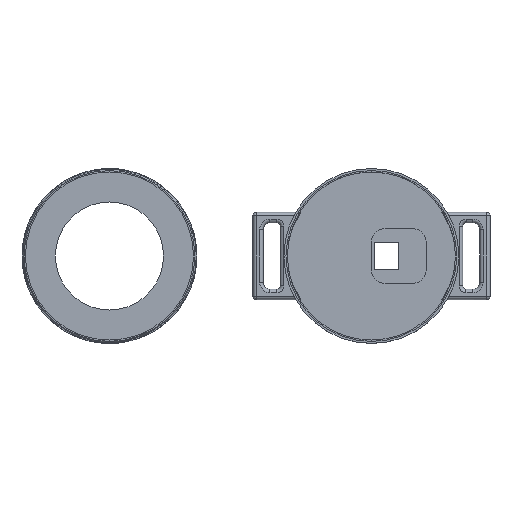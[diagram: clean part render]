
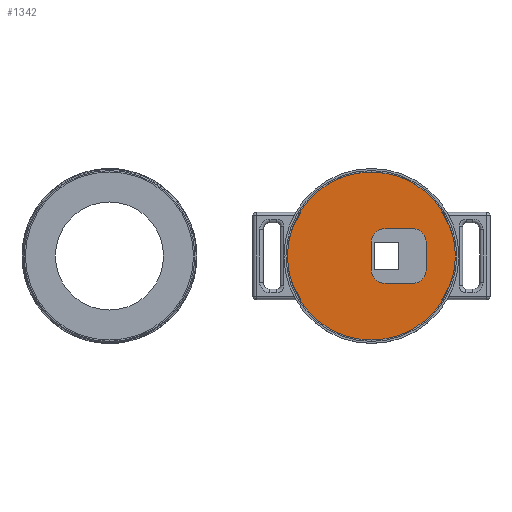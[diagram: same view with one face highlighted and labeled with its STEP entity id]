
A CAD part, top view. The second image highlights one B-rep face of the part: STEP entity #1342.
In plain terms, the highlighted planar face has unit normal (0, 0, 1).
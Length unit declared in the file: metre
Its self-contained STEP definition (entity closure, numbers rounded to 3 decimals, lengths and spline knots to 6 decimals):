
#165=LINE('',#2439,#245);
#166=LINE('',#2444,#246);
#167=LINE('',#2448,#247);
#168=LINE('',#2452,#248);
#245=VECTOR('',#1973,1.);
#246=VECTOR('',#1976,1.);
#247=VECTOR('',#1979,1.);
#248=VECTOR('',#1982,1.);
#564=ORIENTED_EDGE('',*,*,#784,.F.);
#565=ORIENTED_EDGE('',*,*,#785,.T.);
#566=ORIENTED_EDGE('',*,*,#786,.T.);
#567=ORIENTED_EDGE('',*,*,#787,.T.);
#568=ORIENTED_EDGE('',*,*,#788,.T.);
#569=ORIENTED_EDGE('',*,*,#789,.T.);
#570=ORIENTED_EDGE('',*,*,#790,.F.);
#571=ORIENTED_EDGE('',*,*,#791,.T.);
#572=ORIENTED_EDGE('',*,*,#783,.F.);
#783=EDGE_CURVE('',#909,#909,#1004,.T.);
#784=EDGE_CURVE('',#910,#911,#165,.T.);
#785=EDGE_CURVE('',#910,#912,#1005,.T.);
#786=EDGE_CURVE('',#912,#913,#166,.T.);
#787=EDGE_CURVE('',#913,#914,#1006,.T.);
#788=EDGE_CURVE('',#914,#915,#167,.T.);
#789=EDGE_CURVE('',#915,#916,#1007,.T.);
#790=EDGE_CURVE('',#917,#916,#168,.T.);
#791=EDGE_CURVE('',#917,#911,#1008,.T.);
#909=VERTEX_POINT('',#2437);
#910=VERTEX_POINT('',#2440);
#911=VERTEX_POINT('',#2441);
#912=VERTEX_POINT('',#2443);
#913=VERTEX_POINT('',#2445);
#914=VERTEX_POINT('',#2447);
#915=VERTEX_POINT('',#2449);
#916=VERTEX_POINT('',#2451);
#917=VERTEX_POINT('',#2453);
#1004=CIRCLE('',#1557,0.0245);
#1005=CIRCLE('',#1559,0.004);
#1006=CIRCLE('',#1560,0.004);
#1007=CIRCLE('',#1561,0.004);
#1008=CIRCLE('',#1562,0.004);
#1106=EDGE_LOOP('',(#564,#565,#566,#567,#568,#569,#570,#571));
#1107=EDGE_LOOP('',(#572));
#1219=FACE_BOUND('',#1106,.T.);
#1220=FACE_BOUND('',#1107,.T.);
#1257=PLANE('',#1558);
#1342=ADVANCED_FACE('',(#1219,#1220),#1257,.F.);
#1557=AXIS2_PLACEMENT_3D('',#2436,#1969,#1970);
#1558=AXIS2_PLACEMENT_3D('',#2438,#1971,#1972);
#1559=AXIS2_PLACEMENT_3D('',#2442,#1974,#1975);
#1560=AXIS2_PLACEMENT_3D('',#2446,#1977,#1978);
#1561=AXIS2_PLACEMENT_3D('',#2450,#1980,#1981);
#1562=AXIS2_PLACEMENT_3D('',#2454,#1983,#1984);
#1969=DIRECTION('',(0.,0.,-1.));
#1970=DIRECTION('',(-1.,0.,0.));
#1971=DIRECTION('',(0.,0.,-1.));
#1972=DIRECTION('',(-1.,0.,0.));
#1973=DIRECTION('',(-1.,0.,0.));
#1974=DIRECTION('',(0.,0.,-1.));
#1975=DIRECTION('',(-1.,0.,0.));
#1976=DIRECTION('',(0.,-1.,0.));
#1977=DIRECTION('',(0.,0.,-1.));
#1978=DIRECTION('',(-1.,0.,0.));
#1979=DIRECTION('',(-1.,0.,0.));
#1980=DIRECTION('',(0.,0.,-1.));
#1981=DIRECTION('',(-1.,0.,0.));
#1982=DIRECTION('',(0.,-1.,0.));
#1983=DIRECTION('',(0.,0.,-1.));
#1984=DIRECTION('',(-1.,0.,0.));
#2436=CARTESIAN_POINT('',(0.,0.,0.001));
#2437=CARTESIAN_POINT('',(-0.0245,0.,0.001));
#2438=CARTESIAN_POINT('',(0.,0.01225,0.001));
#2439=CARTESIAN_POINT('',(0.007958,0.008,0.001));
#2440=CARTESIAN_POINT('',(0.011953,0.008,0.001));
#2441=CARTESIAN_POINT('',(0.003963,0.008,0.001));
#2442=CARTESIAN_POINT('',(0.011953,0.004,0.001));
#2443=CARTESIAN_POINT('',(0.015953,0.004,0.001));
#2444=CARTESIAN_POINT('',(0.015953,-0.004,0.001));
#2445=CARTESIAN_POINT('',(0.015953,-0.004,0.001));
#2446=CARTESIAN_POINT('',(0.011953,-0.004,0.001));
#2447=CARTESIAN_POINT('',(0.011953,-0.008,0.001));
#2448=CARTESIAN_POINT('',(0.007958,-0.008,0.001));
#2449=CARTESIAN_POINT('',(0.003963,-0.008,0.001));
#2450=CARTESIAN_POINT('',(0.003963,-0.004,0.001));
#2451=CARTESIAN_POINT('',(-0.000037,-0.004,0.001));
#2452=CARTESIAN_POINT('',(-0.000037,0.004,0.001));
#2453=CARTESIAN_POINT('',(-0.000037,0.004,0.001));
#2454=CARTESIAN_POINT('',(0.003963,0.004,0.001));
